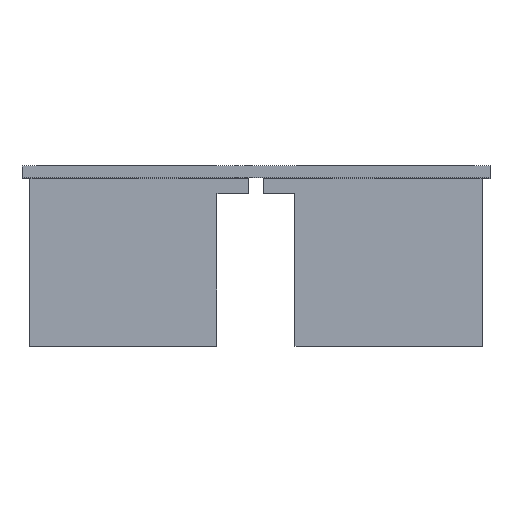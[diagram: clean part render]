
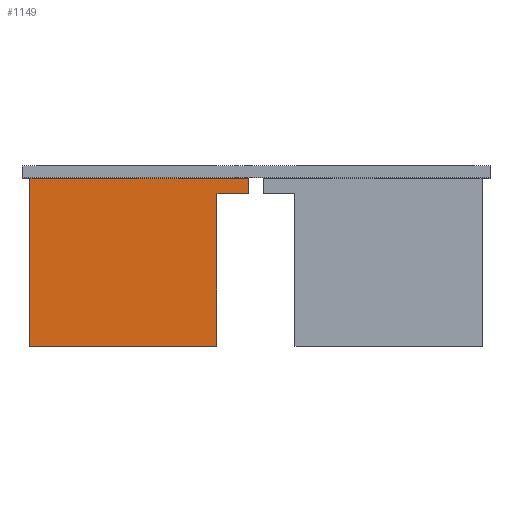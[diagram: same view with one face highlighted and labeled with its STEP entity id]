
A CAD part, top view. The second image highlights one B-rep face of the part: STEP entity #1149.
In plain terms, the highlighted planar face has unit normal (0, 0, 1).
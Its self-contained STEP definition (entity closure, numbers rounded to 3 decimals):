
#27=FACE_OUTER_BOUND('',#81,.T.);
#81=EDGE_LOOP('',(#771,#772,#773,#774,#775,#776,#777,#778,#779,#780));
#147=LINE('',#1567,#315);
#151=LINE('',#1576,#319);
#155=LINE('',#1585,#323);
#156=LINE('',#1586,#324);
#157=LINE('',#1587,#325);
#158=LINE('',#1589,#326);
#159=LINE('',#1591,#327);
#160=LINE('',#1593,#328);
#161=LINE('',#1595,#329);
#162=LINE('',#1596,#330);
#315=VECTOR('',#1283,10.);
#319=VECTOR('',#1289,10.);
#323=VECTOR('',#1295,10.);
#324=VECTOR('',#1296,10.);
#325=VECTOR('',#1297,10.);
#326=VECTOR('',#1298,10.);
#327=VECTOR('',#1299,10.);
#328=VECTOR('',#1300,10.);
#329=VECTOR('',#1301,10.);
#330=VECTOR('',#1302,10.);
#483=VERTEX_POINT('',#1565);
#484=VERTEX_POINT('',#1566);
#487=VERTEX_POINT('',#1574);
#488=VERTEX_POINT('',#1575);
#491=VERTEX_POINT('',#1583);
#492=VERTEX_POINT('',#1584);
#493=VERTEX_POINT('',#1588);
#494=VERTEX_POINT('',#1590);
#495=VERTEX_POINT('',#1592);
#496=VERTEX_POINT('',#1594);
#595=EDGE_CURVE('',#483,#484,#147,.T.);
#599=EDGE_CURVE('',#487,#488,#151,.T.);
#603=EDGE_CURVE('',#491,#492,#155,.T.);
#604=EDGE_CURVE('',#484,#491,#156,.T.);
#605=EDGE_CURVE('',#488,#483,#157,.T.);
#606=EDGE_CURVE('',#493,#487,#158,.T.);
#607=EDGE_CURVE('',#494,#493,#159,.T.);
#608=EDGE_CURVE('',#495,#494,#160,.T.);
#609=EDGE_CURVE('',#496,#495,#161,.T.);
#610=EDGE_CURVE('',#492,#496,#162,.T.);
#771=ORIENTED_EDGE('',*,*,#603,.F.);
#772=ORIENTED_EDGE('',*,*,#604,.F.);
#773=ORIENTED_EDGE('',*,*,#595,.F.);
#774=ORIENTED_EDGE('',*,*,#605,.F.);
#775=ORIENTED_EDGE('',*,*,#599,.F.);
#776=ORIENTED_EDGE('',*,*,#606,.F.);
#777=ORIENTED_EDGE('',*,*,#607,.F.);
#778=ORIENTED_EDGE('',*,*,#608,.F.);
#779=ORIENTED_EDGE('',*,*,#609,.F.);
#780=ORIENTED_EDGE('',*,*,#610,.F.);
#1095=PLANE('',#1217);
#1149=ADVANCED_FACE('',(#27),#1095,.F.);
#1217=AXIS2_PLACEMENT_3D('',#1582,#1293,#1294);
#1283=DIRECTION('',(0.,-1.,0.));
#1289=DIRECTION('',(0.,1.,0.));
#1293=DIRECTION('center_axis',(0.,0.,-1.));
#1294=DIRECTION('ref_axis',(-1.,0.,0.));
#1295=DIRECTION('',(0.,-1.,0.));
#1296=DIRECTION('',(1.,0.,0.));
#1297=DIRECTION('',(1.,0.,0.));
#1298=DIRECTION('',(1.,0.,0.));
#1299=DIRECTION('',(0.,1.,0.));
#1300=DIRECTION('',(-1.,0.,0.));
#1301=DIRECTION('',(0.,-1.,0.));
#1302=DIRECTION('',(-1.,0.,0.));
#1565=CARTESIAN_POINT('',(85.,29.5,59.));
#1566=CARTESIAN_POINT('',(85.,28.,59.));
#1567=CARTESIAN_POINT('',(85.,28.,59.));
#1574=CARTESIAN_POINT('',(62.,28.,59.));
#1575=CARTESIAN_POINT('',(62.,29.5,59.));
#1576=CARTESIAN_POINT('',(62.,28.,59.));
#1582=CARTESIAN_POINT('Origin',(59.,27.,59.));
#1583=CARTESIAN_POINT('',(89.,28.,59.));
#1584=CARTESIAN_POINT('',(89.,26.,59.));
#1585=CARTESIAN_POINT('',(89.,27.5,59.));
#1586=CARTESIAN_POINT('',(121.,28.,59.));
#1587=CARTESIAN_POINT('',(74.5,29.5,59.));
#1588=CARTESIAN_POINT('',(61.,28.,59.));
#1589=CARTESIAN_POINT('',(121.,28.,59.));
#1590=CARTESIAN_POINT('',(61.,6.5,59.));
#1591=CARTESIAN_POINT('',(61.,27.,59.));
#1592=CARTESIAN_POINT('',(85.,6.5,59.));
#1593=CARTESIAN_POINT('',(74.5,6.5,59.));
#1594=CARTESIAN_POINT('',(85.,26.,59.));
#1595=CARTESIAN_POINT('',(85.,16.75,59.));
#1596=CARTESIAN_POINT('',(72.,26.,59.));
